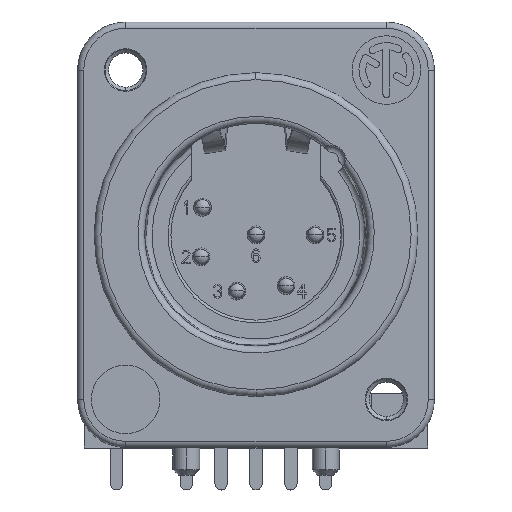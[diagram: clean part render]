
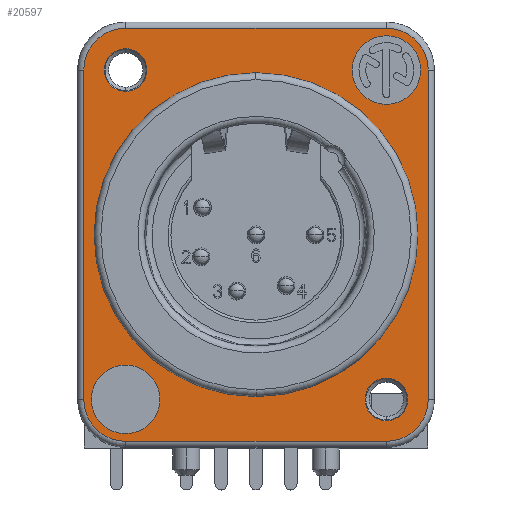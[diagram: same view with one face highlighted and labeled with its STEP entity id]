
A CAD part, top view. The second image highlights one B-rep face of the part: STEP entity #20597.
In plain terms, the highlighted planar face has unit normal (0, 0, 1).
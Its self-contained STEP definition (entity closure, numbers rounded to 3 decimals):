
#6=CARTESIAN_POINT('',(0.,0.,2.));
#7=DIRECTION('',(0.,0.,-1.));
#8=DIRECTION('',(0.,-1.,0.));
#9=AXIS2_PLACEMENT_3D('',#6,#7,#8);
#11=CARTESIAN_POINT('',(0.,0.,2.));
#12=DIRECTION('',(0.,0.,1.));
#13=DIRECTION('',(0.,-1.,0.));
#14=AXIS2_PLACEMENT_3D('',#11,#12,#13);
#16=CARTESIAN_POINT('',(-9.5,-12.,2.));
#17=DIRECTION('',(0.,0.,1.));
#18=DIRECTION('',(1.,0.,0.));
#19=AXIS2_PLACEMENT_3D('',#16,#17,#18);
#21=CARTESIAN_POINT('',(-9.5,-12.,2.));
#22=DIRECTION('',(0.,0.,1.));
#23=DIRECTION('',(-1.,0.,0.));
#24=AXIS2_PLACEMENT_3D('',#21,#22,#23);
#26=CARTESIAN_POINT('',(9.5,12.,2.));
#27=DIRECTION('',(0.,0.,1.));
#28=DIRECTION('',(1.,0.,0.));
#29=AXIS2_PLACEMENT_3D('',#26,#27,#28);
#31=CARTESIAN_POINT('',(9.5,12.,2.));
#32=DIRECTION('',(0.,0.,1.));
#33=DIRECTION('',(-1.,0.,0.));
#34=AXIS2_PLACEMENT_3D('',#31,#32,#33);
#36=CARTESIAN_POINT('',(-9.5,12.,2.));
#37=DIRECTION('',(0.,0.,-1.));
#38=DIRECTION('',(0.,1.,0.));
#39=AXIS2_PLACEMENT_3D('',#36,#37,#38);
#41=CARTESIAN_POINT('',(-9.5,12.,2.));
#42=DIRECTION('',(0.,0.,-1.));
#43=DIRECTION('',(0.,-1.,0.));
#44=AXIS2_PLACEMENT_3D('',#41,#42,#43);
#46=CARTESIAN_POINT('',(9.5,-12.,2.));
#47=DIRECTION('',(0.,0.,-1.));
#48=DIRECTION('',(0.,-1.,0.));
#49=AXIS2_PLACEMENT_3D('',#46,#47,#48);
#51=CARTESIAN_POINT('',(9.5,-12.,2.));
#52=DIRECTION('',(0.,0.,-1.));
#53=DIRECTION('',(0.,1.,0.));
#54=AXIS2_PLACEMENT_3D('',#51,#52,#53);
#56=CARTESIAN_POINT('',(9.5,12.,2.));
#57=DIRECTION('',(0.,0.,1.));
#58=DIRECTION('',(1.,0.,0.));
#59=AXIS2_PLACEMENT_3D('',#56,#57,#58);
#61=DIRECTION('',(0.,1.,0.));
#62=VECTOR('',#61,24.);
#63=CARTESIAN_POINT('',(12.55,-12.,2.));
#64=LINE('',#63,#62);
#65=CARTESIAN_POINT('',(9.5,-12.,2.));
#66=DIRECTION('',(0.,0.,1.));
#67=DIRECTION('',(0.,-1.,0.));
#68=AXIS2_PLACEMENT_3D('',#65,#66,#67);
#70=DIRECTION('',(1.,0.,0.));
#71=VECTOR('',#70,19.);
#72=CARTESIAN_POINT('',(-9.5,-15.05,2.));
#73=LINE('',#72,#71);
#74=CARTESIAN_POINT('',(-9.5,-12.,2.));
#75=DIRECTION('',(0.,0.,1.));
#76=DIRECTION('',(-1.,0.,0.));
#77=AXIS2_PLACEMENT_3D('',#74,#75,#76);
#79=DIRECTION('',(0.,-1.,0.));
#80=VECTOR('',#79,24.);
#81=CARTESIAN_POINT('',(-12.55,12.,2.));
#82=LINE('',#81,#80);
#83=CARTESIAN_POINT('',(-9.5,12.,2.));
#84=DIRECTION('',(0.,0.,1.));
#85=DIRECTION('',(0.,1.,0.));
#86=AXIS2_PLACEMENT_3D('',#83,#84,#85);
#88=DIRECTION('',(-1.,0.,0.));
#89=VECTOR('',#88,19.);
#90=CARTESIAN_POINT('',(9.5,15.05,2.));
#91=LINE('',#90,#89);
#16062=CARTESIAN_POINT('',(0.,-11.8,2.));
#16063=CARTESIAN_POINT('',(0.,11.8,2.));
#16064=VERTEX_POINT('',#16062);
#16065=VERTEX_POINT('',#16063);
#16098=CARTESIAN_POINT('',(-7.,-12.,2.));
#16099=CARTESIAN_POINT('',(-12.,-12.,2.));
#16100=VERTEX_POINT('',#16098);
#16101=VERTEX_POINT('',#16099);
#16102=CARTESIAN_POINT('',(12.,12.,2.));
#16103=CARTESIAN_POINT('',(7.,12.,2.));
#16104=VERTEX_POINT('',#16102);
#16105=VERTEX_POINT('',#16103);
#16681=CARTESIAN_POINT('',(-9.5,13.55,2.));
#16682=CARTESIAN_POINT('',(-9.5,10.45,2.));
#16683=VERTEX_POINT('',#16681);
#16684=VERTEX_POINT('',#16682);
#16689=CARTESIAN_POINT('',(9.5,-13.55,2.));
#16690=CARTESIAN_POINT('',(9.5,-10.45,2.));
#16691=VERTEX_POINT('',#16689);
#16692=VERTEX_POINT('',#16690);
#16697=CARTESIAN_POINT('',(12.55,12.,2.));
#16698=CARTESIAN_POINT('',(9.5,15.05,2.));
#16699=VERTEX_POINT('',#16697);
#16700=VERTEX_POINT('',#16698);
#16705=CARTESIAN_POINT('',(-9.5,15.05,2.));
#16706=VERTEX_POINT('',#16705);
#16709=CARTESIAN_POINT('',(-12.55,12.,2.));
#16710=VERTEX_POINT('',#16709);
#16713=CARTESIAN_POINT('',(-12.55,-12.,2.));
#16714=VERTEX_POINT('',#16713);
#16717=CARTESIAN_POINT('',(-9.5,-15.05,2.));
#16718=VERTEX_POINT('',#16717);
#16721=CARTESIAN_POINT('',(9.5,-15.05,2.));
#16722=VERTEX_POINT('',#16721);
#16725=CARTESIAN_POINT('',(12.55,-12.,2.));
#16726=VERTEX_POINT('',#16725);
#20545=CARTESIAN_POINT('',(0.,0.,2.));
#20546=DIRECTION('',(0.,0.,1.));
#20547=DIRECTION('',(0.,1.,0.));
#20548=AXIS2_PLACEMENT_3D('',#20545,#20546,#20547);
#20549=PLANE('',#20548);
#20551=ORIENTED_EDGE('',*,*,#20550,.F.);
#20553=ORIENTED_EDGE('',*,*,#20552,.F.);
#20554=ORIENTED_EDGE('',*,*,#20534,.F.);
#20556=ORIENTED_EDGE('',*,*,#20555,.F.);
#20558=ORIENTED_EDGE('',*,*,#20557,.F.);
#20560=ORIENTED_EDGE('',*,*,#20559,.F.);
#20562=ORIENTED_EDGE('',*,*,#20561,.F.);
#20564=ORIENTED_EDGE('',*,*,#20563,.F.);
#20565=EDGE_LOOP('',(#20551,#20553,#20554,#20556,#20558,#20560,#20562,#20564));
#20566=FACE_OUTER_BOUND('',#20565,.F.);
#20568=ORIENTED_EDGE('',*,*,#20567,.T.);
#20570=ORIENTED_EDGE('',*,*,#20569,.T.);
#20571=EDGE_LOOP('',(#20568,#20570));
#20572=FACE_BOUND('',#20571,.F.);
#20574=ORIENTED_EDGE('',*,*,#20573,.T.);
#20576=ORIENTED_EDGE('',*,*,#20575,.T.);
#20577=EDGE_LOOP('',(#20574,#20576));
#20578=FACE_BOUND('',#20577,.F.);
#20580=ORIENTED_EDGE('',*,*,#20579,.F.);
#20582=ORIENTED_EDGE('',*,*,#20581,.F.);
#20583=EDGE_LOOP('',(#20580,#20582));
#20584=FACE_BOUND('',#20583,.F.);
#20586=ORIENTED_EDGE('',*,*,#20585,.F.);
#20588=ORIENTED_EDGE('',*,*,#20587,.F.);
#20589=EDGE_LOOP('',(#20586,#20588));
#20590=FACE_BOUND('',#20589,.F.);
#20592=ORIENTED_EDGE('',*,*,#20591,.F.);
#20594=ORIENTED_EDGE('',*,*,#20593,.T.);
#20595=EDGE_LOOP('',(#20592,#20594));
#20596=FACE_BOUND('',#20595,.F.);
#20597=ADVANCED_FACE('',(#20566,#20572,#20578,#20584,#20590,#20596),#20549,.T.);
#10=CIRCLE('',#9,11.8);
#15=CIRCLE('',#14,11.8);
#20=CIRCLE('',#19,2.5);
#25=CIRCLE('',#24,2.5);
#30=CIRCLE('',#29,2.5);
#35=CIRCLE('',#34,2.5);
#40=CIRCLE('',#39,1.55);
#45=CIRCLE('',#44,1.55);
#50=CIRCLE('',#49,1.55);
#55=CIRCLE('',#54,1.55);
#60=CIRCLE('',#59,3.05);
#69=CIRCLE('',#68,3.05);
#78=CIRCLE('',#77,3.05);
#87=CIRCLE('',#86,3.05);
#20534=EDGE_CURVE('',#16722,#16726,#69,.T.);
#20550=EDGE_CURVE('',#16699,#16700,#60,.T.);
#20552=EDGE_CURVE('',#16726,#16699,#64,.T.);
#20555=EDGE_CURVE('',#16718,#16722,#73,.T.);
#20557=EDGE_CURVE('',#16714,#16718,#78,.T.);
#20559=EDGE_CURVE('',#16710,#16714,#82,.T.);
#20561=EDGE_CURVE('',#16706,#16710,#87,.T.);
#20563=EDGE_CURVE('',#16700,#16706,#91,.T.);
#20567=EDGE_CURVE('',#16100,#16101,#20,.T.);
#20569=EDGE_CURVE('',#16101,#16100,#25,.T.);
#20573=EDGE_CURVE('',#16104,#16105,#30,.T.);
#20575=EDGE_CURVE('',#16105,#16104,#35,.T.);
#20579=EDGE_CURVE('',#16683,#16684,#40,.T.);
#20581=EDGE_CURVE('',#16684,#16683,#45,.T.);
#20585=EDGE_CURVE('',#16691,#16692,#50,.T.);
#20587=EDGE_CURVE('',#16692,#16691,#55,.T.);
#20591=EDGE_CURVE('',#16064,#16065,#10,.T.);
#20593=EDGE_CURVE('',#16064,#16065,#15,.T.);
